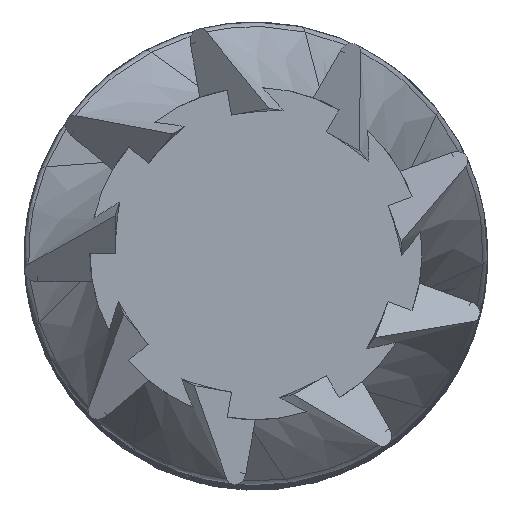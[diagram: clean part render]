
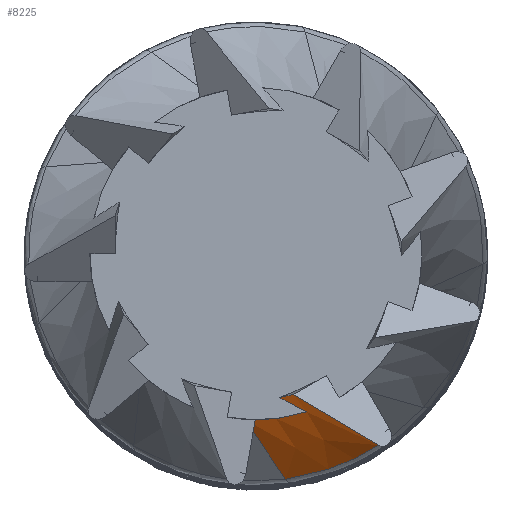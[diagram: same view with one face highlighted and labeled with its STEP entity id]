
A CAD part, top view. The second image highlights one B-rep face of the part: STEP entity #8225.
In plain terms, the highlighted free-form (B-spline) face has degree [3, 3] with [4, 4] control points.
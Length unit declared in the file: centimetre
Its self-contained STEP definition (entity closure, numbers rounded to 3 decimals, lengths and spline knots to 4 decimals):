
#134=LINE('',#14024,#512);
#320=LINE('',#22635,#698);
#512=VECTOR('',#8935,1.);
#698=VECTOR('',#9457,1.);
#1123=B_SPLINE_SURFACE_WITH_KNOTS('',3,3,((#22618,#22619,#22620,#22621),
(#22622,#22623,#22624,#22625),(#22626,#22627,#22628,#22629),(#22630,#22631,
#22632,#22633)),.UNSPECIFIED.,.F.,.F.,.F.,(4,4),(4,4),(0.,0.3262),
(8.9858,9.4248),.UNSPECIFIED.);
#1660=FACE_OUTER_BOUND('',#2202,.T.);
#2202=EDGE_LOOP('',(#7046,#7047,#7048,#7049,#7050,#7051,#7052));
#2454=CIRCLE('',#8525,1.5055);
#2741=B_SPLINE_CURVE_WITH_KNOTS('',3,(#10870,#10871,#10872,#10873,#10874,
#10875,#10876),.UNSPECIFIED.,.F.,.F.,(4,3,4),(-0.4072,-0.2036,
0.),.UNSPECIFIED.);
#3119=B_SPLINE_CURVE_WITH_KNOTS('',3,(#22636,#22637,#22638,#22639),
 .UNSPECIFIED.,.F.,.F.,(4,4),(8.9858,9.4248),
 .UNSPECIFIED.);
#3120=B_SPLINE_CURVE_WITH_KNOTS('',3,(#22640,#22641,#22642,#22643),
 .UNSPECIFIED.,.F.,.F.,(4,4),(9.3283,9.4248),
 .UNSPECIFIED.);
#3281=ELLIPSE('',#8526,1.7807,1.6277);
#3406=VERTEX_POINT('',#10855);
#3407=VERTEX_POINT('',#10869);
#3631=VERTEX_POINT('',#14021);
#3632=VERTEX_POINT('',#14023);
#3747=VERTEX_POINT('',#16841);
#3748=VERTEX_POINT('',#16843);
#3893=VERTEX_POINT('',#22634);
#4144=EDGE_CURVE('',#3407,#3406,#2741,.T.);
#4431=EDGE_CURVE('',#3631,#3632,#134,.T.);
#4644=EDGE_CURVE('',#3747,#3407,#2454,.T.);
#4645=EDGE_CURVE('',#3747,#3748,#3281,.T.);
#4983=EDGE_CURVE('',#3893,#3406,#320,.T.);
#4984=EDGE_CURVE('',#3893,#3632,#3119,.T.);
#4985=EDGE_CURVE('',#3748,#3631,#3120,.T.);
#7046=ORIENTED_EDGE('',*,*,#4144,.T.);
#7047=ORIENTED_EDGE('',*,*,#4983,.F.);
#7048=ORIENTED_EDGE('',*,*,#4984,.T.);
#7049=ORIENTED_EDGE('',*,*,#4431,.F.);
#7050=ORIENTED_EDGE('',*,*,#4985,.F.);
#7051=ORIENTED_EDGE('',*,*,#4645,.F.);
#7052=ORIENTED_EDGE('',*,*,#4644,.T.);
#8225=ADVANCED_FACE('',(#1660),#1123,.T.);
#8525=AXIS2_PLACEMENT_3D('',#16842,#9139,#9140);
#8526=AXIS2_PLACEMENT_3D('',#16844,#9141,#9142);
#8935=DIRECTION('',(0.803,-0.476,-0.359));
#9139=DIRECTION('center_axis',(0.,0.,1.));
#9140=DIRECTION('ref_axis',(-0.44,-0.898,0.));
#9141=DIRECTION('center_axis',(0.,0.,
-1.));
#9142=DIRECTION('ref_axis',(0.645,0.764,0.));
#9457=DIRECTION('',(-0.524,0.772,0.359));
#10855=CARTESIAN_POINT('',(-0.0338,-0.5089,8.6411));
#10869=CARTESIAN_POINT('',(0.1554,-0.4858,9.));
#10870=CARTESIAN_POINT('Ctrl Pts',(0.1553,-0.4858,
9.));
#10871=CARTESIAN_POINT('Ctrl Pts',(0.1249,-0.4955,8.9401));
#10872=CARTESIAN_POINT('Ctrl Pts',(0.0936,-0.5024,
8.8804));
#10873=CARTESIAN_POINT('Ctrl Pts',(0.0619,-0.5062,
8.8205));
#10874=CARTESIAN_POINT('Ctrl Pts',(0.0302,-0.5101,
8.7606));
#10875=CARTESIAN_POINT('Ctrl Pts',(-0.0019,-0.511,
8.701));
#10876=CARTESIAN_POINT('Ctrl Pts',(-0.0338,-0.5089,
8.6411));
#14021=CARTESIAN_POINT('',(0.1145,-0.4328,9.0921));
#14023=CARTESIAN_POINT('',(0.3763,-0.5881,8.975));
#14024=CARTESIAN_POINT('',(0.1145,-0.4328,9.0921));
#16841=CARTESIAN_POINT('',(0.0892,-0.4513,9.));
#16842=CARTESIAN_POINT('Origin',(0.8182,0.866,9.));
#16843=CARTESIAN_POINT('',(0.0723,-0.4417,9.));
#16844=CARTESIAN_POINT('Origin',(0.9977,1.0748,9.));
#22618=CARTESIAN_POINT('Ctrl Pts',(-0.0803,-0.4404,
8.6729));
#22619=CARTESIAN_POINT('Ctrl Pts',(-0.0159,-0.4522,
8.8125));
#22620=CARTESIAN_POINT('Ctrl Pts',(0.0512,-0.4495,
8.9524));
#22621=CARTESIAN_POINT('Ctrl Pts',(0.1145,-0.4328,
9.0921));
#22622=CARTESIAN_POINT('Ctrl Pts',(-0.0233,-0.5243,
8.6339));
#22623=CARTESIAN_POINT('Ctrl Pts',(0.0534,-0.5277,
8.7736));
#22624=CARTESIAN_POINT('Ctrl Pts',(0.1308,-0.5141,
8.9133));
#22625=CARTESIAN_POINT('Ctrl Pts',(0.2017,-0.4845,
9.0531));
#22626=CARTESIAN_POINT('Ctrl Pts',(0.0337,-0.6083,
8.5949));
#22627=CARTESIAN_POINT('Ctrl Pts',(0.1227,-0.6033,
8.7347));
#22628=CARTESIAN_POINT('Ctrl Pts',(0.2105,-0.5786,
8.8742));
#22629=CARTESIAN_POINT('Ctrl Pts',(0.289,-0.5363,
9.014));
#22630=CARTESIAN_POINT('Ctrl Pts',(0.0907,-0.6922,
8.5559));
#22631=CARTESIAN_POINT('Ctrl Pts',(0.192,-0.6789,
8.6958));
#22632=CARTESIAN_POINT('Ctrl Pts',(0.2901,-0.6432,
8.8351));
#22633=CARTESIAN_POINT('Ctrl Pts',(0.3763,-0.5881,
8.975));
#22634=CARTESIAN_POINT('',(0.0907,-0.6922,8.5559));
#22635=CARTESIAN_POINT('',(0.0907,-0.6922,8.5559));
#22636=CARTESIAN_POINT('Ctrl Pts',(0.0907,-0.6922,
8.5559));
#22637=CARTESIAN_POINT('Ctrl Pts',(0.192,-0.6789,
8.6958));
#22638=CARTESIAN_POINT('Ctrl Pts',(0.2901,-0.6432,
8.8351));
#22639=CARTESIAN_POINT('Ctrl Pts',(0.3763,-0.5881,
8.975));
#22640=CARTESIAN_POINT('Ctrl Pts',(0.0723,-0.4417,
9.));
#22641=CARTESIAN_POINT('Ctrl Pts',(0.0865,-0.4394,
9.0307));
#22642=CARTESIAN_POINT('Ctrl Pts',(0.1005,-0.4364,
9.0614));
#22643=CARTESIAN_POINT('Ctrl Pts',(0.1145,-0.4328,
9.0921));
